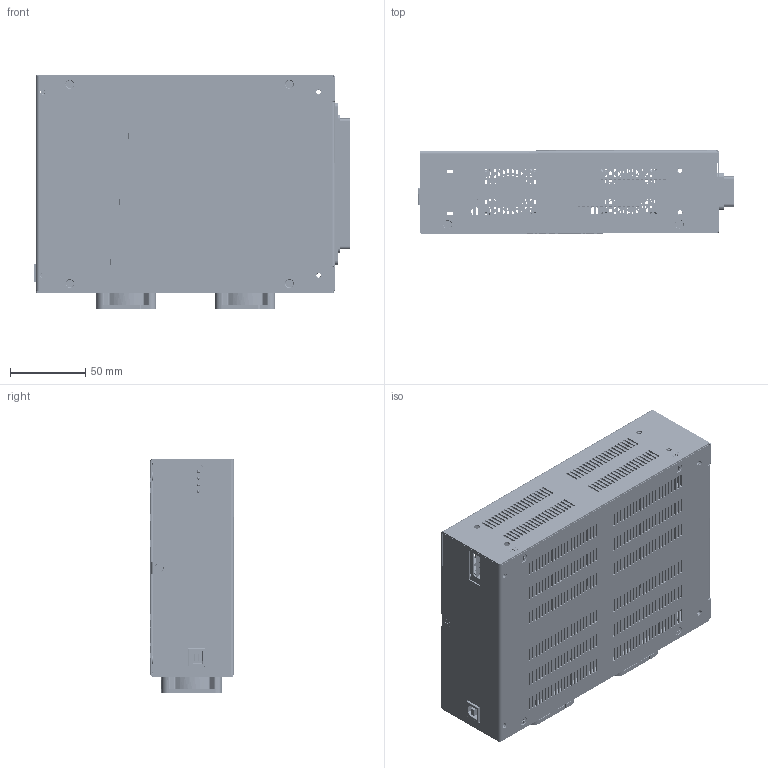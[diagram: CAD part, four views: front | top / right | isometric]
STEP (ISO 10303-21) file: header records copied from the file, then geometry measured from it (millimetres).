
FILE_DESCRIPTION((''),'2;1');
FILE_NAME('LogicScan 128 OEM-1Z.stp','2009-06-10T16:23:59',('Leonid Ciunel'),(''),'Autodesk Inventor 2009','Autodesk Inventor 2009','');
FILE_SCHEMA(('AUTOMOTIVE_DESIGN { 1 0 10303 214 1 1 1 1 }'));
Length unit declared in the file: millimetre
Products named in the file (20): LogicScan 128 OEM-1Z.; LS 128 TR; LS 128 BK; PCI; LS BK; LS 128 AM; LS 128 DG; DG; USB; Power; LS 128 FR; LS FR; 156; KRN-005; KRN-004; KRP-014 S; Fan; Vtl. rez-3; SLKM3X6; KRS-014 S OEM
Assembly tree (50 placements, depth 3):
  LogicScan 128 OEM-1Z.
    LS 128 TR  x2
    LS 128 BK
      PCI  x4
      LS BK
    LS 128 AM
    LS 128 DG
      DG
      USB
      Power
    LS 128 FR
      PCI  x2
      LS FR
      156
    KRN-005  x4
    KRN-004  x4
    KRP-014 S
    Fan  x2
    Vtl. rez-3  x11
    SLKM3X6  x9
    KRS-014 S OEM
Bounding box: 209.98 x 55.81 x 156.09 mm (x, y, z)
Volume: 339570.9 mm3; surface area: 549192.6 mm2
Topology: 47 solids, 47 shells, 10227 faces, 28745 edges, 18592 vertices
Faces by surface type: plane 8213, bspline 1509, cylinder 430, torus 42, sphere 24, cone 9
Full cylindrical faces by diameter (mm): 2 x16, 2.2 x2, 2.5 x202, 3 x21, 3.2 x4, 3.6 x11, 4.4 x11, 6 x13, 37.967 x2
Entity records: 155585 total; most frequent: CARTESIAN_POINT 31501, ORIENTED_EDGE 26108, DIRECTION 22222, EDGE_CURVE 13054, VECTOR 11820, LINE 11820, VERTEX_POINT 8797, EDGE_LOOP 7063
